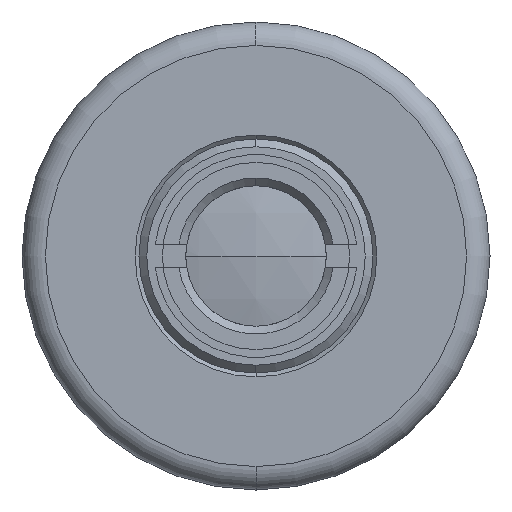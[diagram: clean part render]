
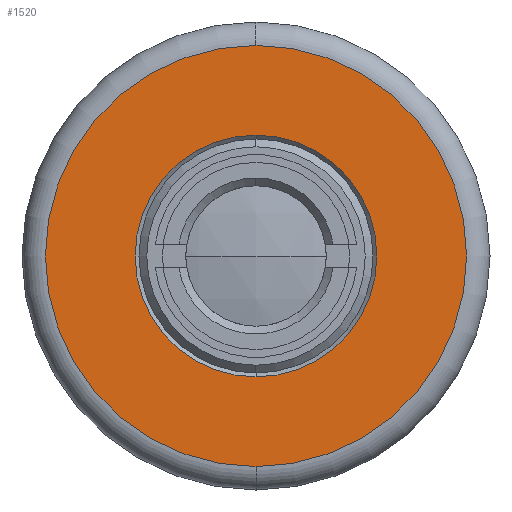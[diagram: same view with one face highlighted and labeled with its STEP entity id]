
A CAD part, left-side view. The second image highlights one B-rep face of the part: STEP entity #1520.
In plain terms, the highlighted planar face has unit normal (-1, 0, 0).
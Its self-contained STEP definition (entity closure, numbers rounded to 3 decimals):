
#3 = DIRECTION ( 'NONE',  ( -1., 0., 0. ) ) ;
#63 = CARTESIAN_POINT ( 'NONE',  ( 40.259, 0., 0. ) ) ;
#109 = CARTESIAN_POINT ( 'NONE',  ( 40.259, 0., 0. ) ) ;
#122 = FACE_BOUND ( 'NONE', #940, .T. ) ;
#131 = ORIENTED_EDGE ( 'NONE', *, *, #388, .T. ) ;
#143 = AXIS2_PLACEMENT_3D ( 'NONE', #109, #858, #340 ) ;
#235 = CARTESIAN_POINT ( 'NONE',  ( 40.259, 7.25, 0. ) ) ;
#271 = CARTESIAN_POINT ( 'NONE',  ( 40.259, 0., -7.75 ) ) ;
#313 = DIRECTION ( 'NONE',  ( 1., 0., 0. ) ) ;
#315 = DIRECTION ( 'NONE',  ( 0., 0., -1. ) ) ;
#318 = ORIENTED_EDGE ( 'NONE', *, *, #1092, .T. ) ;
#333 = ORIENTED_EDGE ( 'NONE', *, *, #626, .T. ) ;
#340 = DIRECTION ( 'NONE',  ( 0., 0., -1. ) ) ;
#384 = CARTESIAN_POINT ( 'NONE',  ( 40.259, 0., 13.5 ) ) ;
#388 = EDGE_CURVE ( 'NONE', #825, #683, #1532, .T. ) ;
#494 = CIRCLE ( 'NONE', #143, 13.5 ) ;
#541 = DIRECTION ( 'NONE',  ( 0., 0., -1. ) ) ;
#584 = CARTESIAN_POINT ( 'NONE',  ( 40.259, 0., 0. ) ) ;
#587 = FACE_OUTER_BOUND ( 'NONE', #1040, .T. ) ;
#600 = PLANE ( 'NONE',  #1544 ) ;
#626 = EDGE_CURVE ( 'NONE', #892, #1268, #494, .T. ) ;
#633 = AXIS2_PLACEMENT_3D ( 'NONE', #584, #3, #1084 ) ;
#646 = CARTESIAN_POINT ( 'NONE',  ( 40.259, 0., 0. ) ) ;
#683 = VERTEX_POINT ( 'NONE', #271 ) ;
#730 = DIRECTION ( 'NONE',  ( 0., 0., -1. ) ) ;
#825 = VERTEX_POINT ( 'NONE', #1368 ) ;
#829 = CIRCLE ( 'NONE', #633, 13.5 ) ;
#831 = ORIENTED_EDGE ( 'NONE', *, *, #1002, .T. ) ;
#858 = DIRECTION ( 'NONE',  ( -1., 0., 0. ) ) ;
#873 = CIRCLE ( 'NONE', #1201, 7.75 ) ;
#892 = VERTEX_POINT ( 'NONE', #1190 ) ;
#940 = EDGE_LOOP ( 'NONE', ( #131, #831 ) ) ;
#1002 = EDGE_CURVE ( 'NONE', #683, #825, #873, .T. ) ;
#1040 = EDGE_LOOP ( 'NONE', ( #333, #318 ) ) ;
#1084 = DIRECTION ( 'NONE',  ( 0., 0., -1. ) ) ;
#1092 = EDGE_CURVE ( 'NONE', #1268, #892, #829, .T. ) ;
#1174 = DIRECTION ( 'NONE',  ( 1., 0., 0. ) ) ;
#1190 = CARTESIAN_POINT ( 'NONE',  ( 40.259, 0., -13.5 ) ) ;
#1201 = AXIS2_PLACEMENT_3D ( 'NONE', #63, #313, #541 ) ;
#1268 = VERTEX_POINT ( 'NONE', #384 ) ;
#1312 = DIRECTION ( 'NONE',  ( 1., 0., 0. ) ) ;
#1368 = CARTESIAN_POINT ( 'NONE',  ( 40.259, 0., 7.75 ) ) ;
#1503 = AXIS2_PLACEMENT_3D ( 'NONE', #646, #1174, #315 ) ;
#1520 = ADVANCED_FACE ( 'NONE', ( #587, #122 ), #600, .F. ) ;
#1532 = CIRCLE ( 'NONE', #1503, 7.75 ) ;
#1544 = AXIS2_PLACEMENT_3D ( 'NONE', #235, #1312, #730 ) ;
